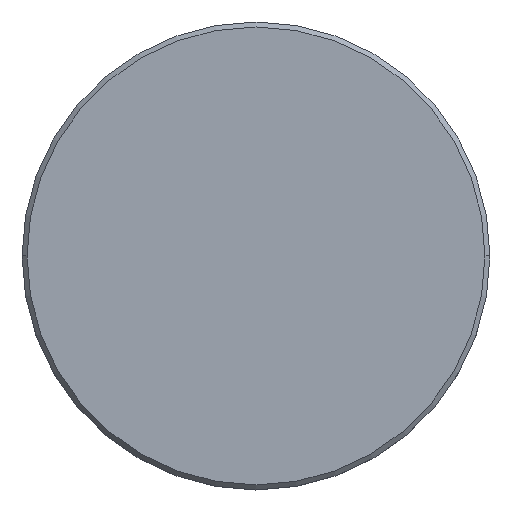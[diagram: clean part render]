
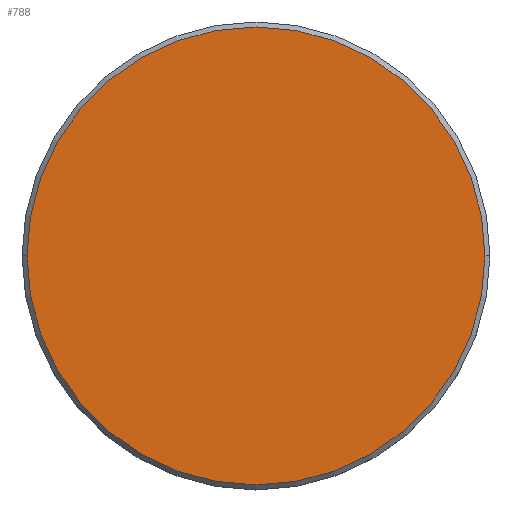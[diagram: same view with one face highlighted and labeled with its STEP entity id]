
A CAD part, top view. The second image highlights one B-rep face of the part: STEP entity #788.
In plain terms, the highlighted planar face has unit normal (0, 0, 1).
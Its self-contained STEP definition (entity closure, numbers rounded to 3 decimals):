
#13 = AXIS2_PLACEMENT_3D ( 'NONE', #229, #784, #38 ) ;
#21 = EDGE_CURVE ( 'NONE', #276, #1131, #32, .T. ) ;
#32 = CIRCLE ( 'NONE', #161, 23. ) ;
#38 = DIRECTION ( 'NONE',  ( 1., 0., 0. ) ) ;
#53 = AXIS2_PLACEMENT_3D ( 'NONE', #468, #391, #831 ) ;
#56 = PLANE ( 'NONE',  #13 ) ;
#75 = ORIENTED_EDGE ( 'NONE', *, *, #633, .T. ) ;
#79 = EDGE_LOOP ( 'NONE', ( #75, #1001 ) ) ;
#161 = AXIS2_PLACEMENT_3D ( 'NONE', #389, #582, #1024 ) ;
#229 = CARTESIAN_POINT ( 'NONE',  ( 0., 0., 0. ) ) ;
#276 = VERTEX_POINT ( 'NONE', #500 ) ;
#389 = CARTESIAN_POINT ( 'NONE',  ( 0., 0., 0. ) ) ;
#391 = DIRECTION ( 'NONE',  ( 0., 0., 1. ) ) ;
#468 = CARTESIAN_POINT ( 'NONE',  ( 0., 0., 0. ) ) ;
#500 = CARTESIAN_POINT ( 'NONE',  ( 23., 0., 0. ) ) ;
#509 = FACE_OUTER_BOUND ( 'NONE', #79, .T. ) ;
#582 = DIRECTION ( 'NONE',  ( 0., 0., 1. ) ) ;
#633 = EDGE_CURVE ( 'NONE', #1131, #276, #741, .T. ) ;
#722 = CARTESIAN_POINT ( 'NONE',  ( -23., 0., 0. ) ) ;
#741 = CIRCLE ( 'NONE', #53, 23. ) ;
#784 = DIRECTION ( 'NONE',  ( 0., 0., 1. ) ) ;
#788 = ADVANCED_FACE ( 'NONE', ( #509 ), #56, .T. ) ;
#831 = DIRECTION ( 'NONE',  ( 1., 0., 0. ) ) ;
#1001 = ORIENTED_EDGE ( 'NONE', *, *, #21, .T. ) ;
#1024 = DIRECTION ( 'NONE',  ( 1., 0., 0. ) ) ;
#1131 = VERTEX_POINT ( 'NONE', #722 ) ;
